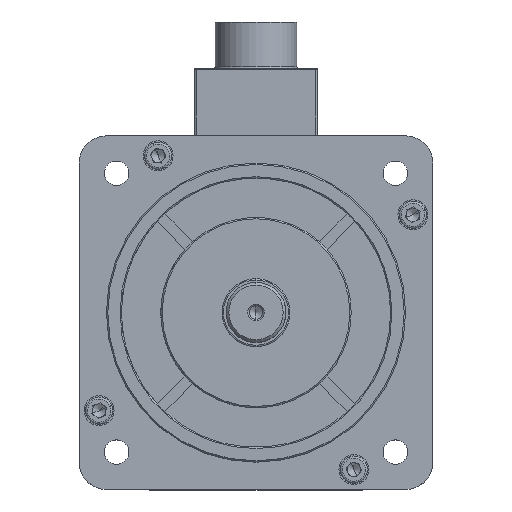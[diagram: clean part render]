
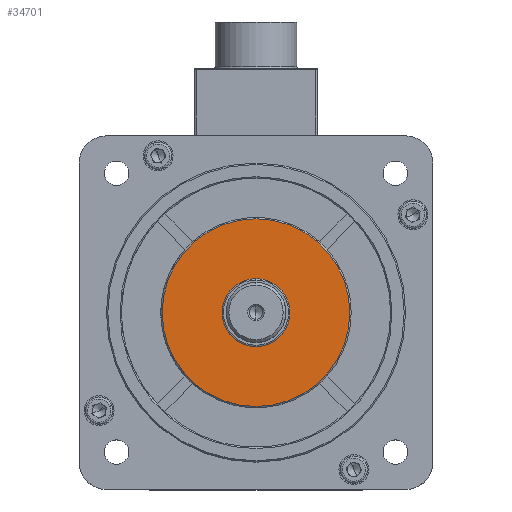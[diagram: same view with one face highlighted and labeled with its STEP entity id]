
A CAD part, top view. The second image highlights one B-rep face of the part: STEP entity #34701.
In plain terms, the highlighted planar face has unit normal (0, 0, 1).
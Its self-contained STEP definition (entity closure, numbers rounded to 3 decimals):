
#2459 = DIRECTION ( 'NONE',  ( 1., 0., 0. ) ) ;
#2827 = DIRECTION ( 'NONE',  ( 0., 0., 1. ) ) ;
#3962 = ORIENTED_EDGE ( 'NONE', *, *, #14692, .T. ) ;
#4976 = DIRECTION ( 'NONE',  ( 0., 0., 1. ) ) ;
#6150 = AXIS2_PLACEMENT_3D ( 'NONE', #19622, #2827, #2459 ) ;
#6659 = DIRECTION ( 'NONE',  ( 1., 0., 0. ) ) ;
#7091 = EDGE_LOOP ( 'NONE', ( #32944, #3962 ) ) ;
#13105 = DIRECTION ( 'NONE',  ( 1., 0., 0. ) ) ;
#13538 = VERTEX_POINT ( 'NONE', #23209 ) ;
#14692 = EDGE_CURVE ( 'NONE', #13538, #34989, #33719, .T. ) ;
#14847 = AXIS2_PLACEMENT_3D ( 'NONE', #16182, #4976, #13105 ) ;
#16182 = CARTESIAN_POINT ( 'NONE',  ( 201.359, 86.541, 43.207 ) ) ;
#17175 = CARTESIAN_POINT ( 'NONE',  ( 166.859, 86.541, 43.207 ) ) ;
#19442 = PLANE ( 'NONE',  #6150 ) ;
#19475 = CIRCLE ( 'NONE', #14847, 34.5 ) ;
#19622 = CARTESIAN_POINT ( 'NONE',  ( 201.359, 86.541, 43.207 ) ) ;
#23209 = CARTESIAN_POINT ( 'NONE',  ( 235.859, 86.541, 43.207 ) ) ;
#25727 = EDGE_CURVE ( 'NONE', #34989, #13538, #19475, .T. ) ;
#29688 = AXIS2_PLACEMENT_3D ( 'NONE', #34113, #31404, #6659 ) ;
#31404 = DIRECTION ( 'NONE',  ( 0., 0., 1. ) ) ;
#32944 = ORIENTED_EDGE ( 'NONE', *, *, #25727, .T. ) ;
#33719 = CIRCLE ( 'NONE', #29688, 34.5 ) ;
#34113 = CARTESIAN_POINT ( 'NONE',  ( 201.359, 86.541, 43.207 ) ) ;
#34701 = ADVANCED_FACE ( 'NONE', ( #35677 ), #19442, .T. ) ;
#34989 = VERTEX_POINT ( 'NONE', #17175 ) ;
#35677 = FACE_OUTER_BOUND ( 'NONE', #7091, .T. ) ;
